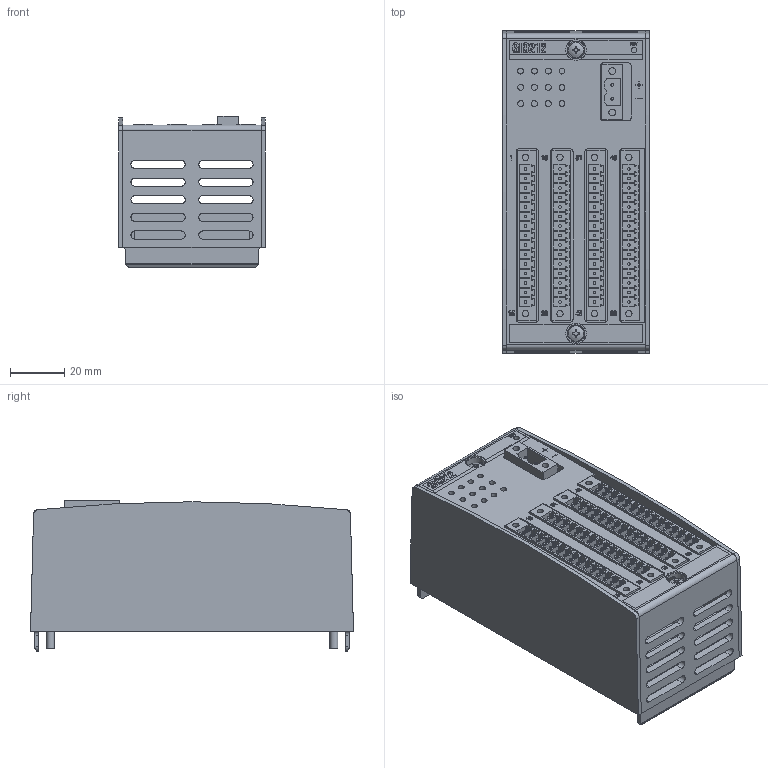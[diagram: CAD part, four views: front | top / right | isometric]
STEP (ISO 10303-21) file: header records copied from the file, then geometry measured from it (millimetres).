
FILE_DESCRIPTION(/* description */ ('GIO212'),/* implementation_level */ '2;1');
FILE_NAME(/* name */ 'M0017130001.stp',/* time_stamp */ '2019-02-08T10:54:56+01:00',/* author */ ('schwendm'),/* organization */ ('2019 Bachmann electronic GmbH'),/* preprocessor_version */ 'ST-DEVELOPER v15.2',/* originating_system */ 'Autodesk Inventor 2014',/* authorisation */ '-');
FILE_SCHEMA (('AUTOMOTIVE_DESIGN { 1 0 10303 214 3 1 1 }'));
Products named in the file (1): M0017130001
Bounding box: 54 x 119 x 55.7 mm (x, y, z)
Volume: 69120.9 mm3; surface area: 89488.2 mm2
Topology: 13 solids, 13 shells, 1826 faces, 4954 edges, 3311 vertices
Faces by surface type: plane 1292, cylinder 308, bspline 218, cone 6, sphere 2
Full cylindrical faces by diameter (mm): 1 x62, 2.1 x2, 2.2 x12, 2.3 x8, 2.46 x4, 2.5 x2, 3 x2, 3.5 x2, 6.6 x2, 7.6 x2
Entity records: 59446 total; most frequent: CARTESIAN_POINT 13345, ORIENTED_EDGE 9632, DIRECTION 8002, EDGE_CURVE 4816, LINE 3618, VECTOR 3618, VERTEX_POINT 3279, AXIS2_PLACEMENT_3D 2192
